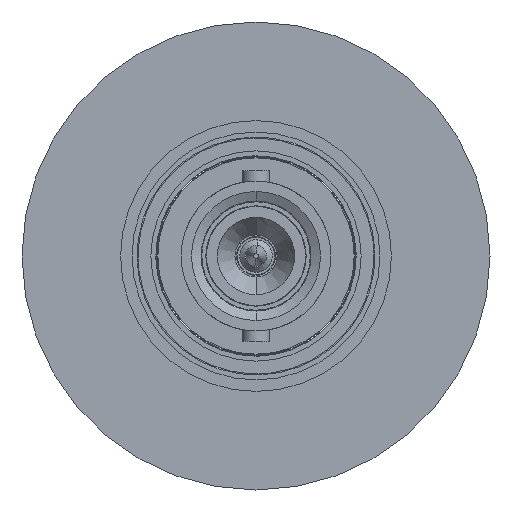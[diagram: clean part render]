
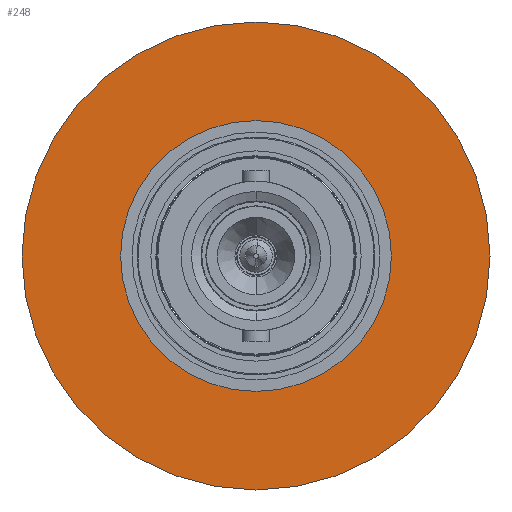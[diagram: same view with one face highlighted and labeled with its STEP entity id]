
A CAD part, front view. The second image highlights one B-rep face of the part: STEP entity #248.
In plain terms, the highlighted planar face has unit normal (0, -1, 0).
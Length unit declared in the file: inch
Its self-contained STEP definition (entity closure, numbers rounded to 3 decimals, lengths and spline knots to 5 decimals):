
#248 = ADVANCED_FACE ( 'NONE', ( #7652, #7660 ), #1035, .F. ) ;
#273 = EDGE_CURVE ( 'NONE', #9290, #10202, #7704, .T. ) ;
#283 = EDGE_CURVE ( 'NONE', #2979, #8921, #7715, .T. ) ;
#284 = EDGE_CURVE ( 'NONE', #8921, #2979, #7714, .T. ) ;
#295 = EDGE_CURVE ( 'NONE', #10202, #9290, #7729, .T. ) ;
#1031 = DIRECTION ( 'NONE',  ( 0., 0., -1. ) ) ;
#1035 = PLANE ( 'NONE',  #2542 ) ;
#1049 = DIRECTION ( 'NONE',  ( 0., 0., 1. ) ) ;
#1050 = DIRECTION ( 'NONE',  ( 0., -1., 0. ) ) ;
#1051 = CARTESIAN_POINT ( 'NONE',  ( 0., 0., 0. ) ) ;
#1054 = CARTESIAN_POINT ( 'NONE',  ( -0.59, 0., 0. ) ) ;
#1137 = DIRECTION ( 'NONE',  ( 0., 1., 0. ) ) ;
#2542 = AXIS2_PLACEMENT_3D ( 'NONE', #1054, #1137, #1031 ) ;
#2564 = AXIS2_PLACEMENT_3D ( 'NONE', #1051, #1050, #1049 ) ;
#2573 = AXIS2_PLACEMENT_3D ( 'NONE', #5450, #5449, #5448 ) ;
#2574 = AXIS2_PLACEMENT_3D ( 'NONE', #5447, #5446, #5445 ) ;
#2579 = AXIS2_PLACEMENT_3D ( 'NONE', #5420, #5419, #5418 ) ;
#2979 = VERTEX_POINT ( 'NONE', #8391 ) ;
#4906 = ORIENTED_EDGE ( 'NONE', *, *, #283, .T. ) ;
#5418 = DIRECTION ( 'NONE',  ( 0., 0., 1. ) ) ;
#5419 = DIRECTION ( 'NONE',  ( 0., -1., 0. ) ) ;
#5420 = CARTESIAN_POINT ( 'NONE',  ( 0., 0., 0. ) ) ;
#5445 = DIRECTION ( 'NONE',  ( 0., 0., 1. ) ) ;
#5446 = DIRECTION ( 'NONE',  ( 0., -1., 0. ) ) ;
#5447 = CARTESIAN_POINT ( 'NONE',  ( 0., 0., 0. ) ) ;
#5448 = DIRECTION ( 'NONE',  ( 0., 0., 1. ) ) ;
#5449 = DIRECTION ( 'NONE',  ( 0., -1., 0. ) ) ;
#5450 = CARTESIAN_POINT ( 'NONE',  ( 0., 0., 0. ) ) ;
#5556 = CARTESIAN_POINT ( 'NONE',  ( 0., 0., 0.59 ) ) ;
#5639 = CARTESIAN_POINT ( 'NONE',  ( 0., 0., 0.3415 ) ) ;
#7417 = CARTESIAN_POINT ( 'NONE',  ( 0., 0., -0.3415 ) ) ;
#7652 = FACE_BOUND ( 'NONE', #10647, .T. ) ;
#7660 = FACE_OUTER_BOUND ( 'NONE', #10649, .T. ) ;
#7704 = CIRCLE ( 'NONE', #2564, 0.3415 ) ;
#7714 = CIRCLE ( 'NONE', #2574, 0.59 ) ;
#7715 = CIRCLE ( 'NONE', #2573, 0.59 ) ;
#7729 = CIRCLE ( 'NONE', #2579, 0.3415 ) ;
#8391 = CARTESIAN_POINT ( 'NONE',  ( 0., 0., -0.59 ) ) ;
#8921 = VERTEX_POINT ( 'NONE', #5556 ) ;
#9160 = ORIENTED_EDGE ( 'NONE', *, *, #284, .T. ) ;
#9161 = ORIENTED_EDGE ( 'NONE', *, *, #295, .F. ) ;
#9162 = ORIENTED_EDGE ( 'NONE', *, *, #273, .F. ) ;
#9290 = VERTEX_POINT ( 'NONE', #5639 ) ;
#10202 = VERTEX_POINT ( 'NONE', #7417 ) ;
#10647 = EDGE_LOOP ( 'NONE', ( #9162, #9161 ) ) ;
#10649 = EDGE_LOOP ( 'NONE', ( #9160, #4906 ) ) ;
